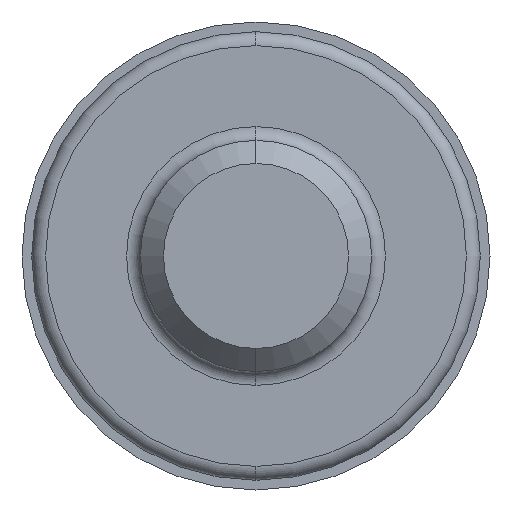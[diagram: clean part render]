
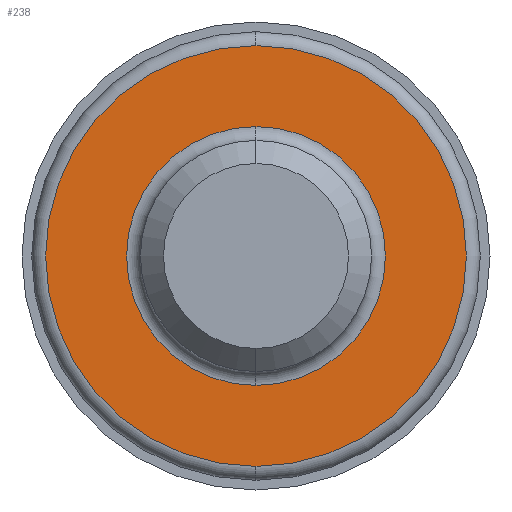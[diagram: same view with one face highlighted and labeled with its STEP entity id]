
A CAD part, left-side view. The second image highlights one B-rep face of the part: STEP entity #238.
In plain terms, the highlighted planar face has unit normal (-1, 0, 0).
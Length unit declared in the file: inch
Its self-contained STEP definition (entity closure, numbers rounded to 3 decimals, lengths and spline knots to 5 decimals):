
#13 = DIRECTION ( 'NONE',  ( 1., 0., 0. ) ) ;
#69 = DIRECTION ( 'NONE',  ( 0., 0., -1. ) ) ;
#108 = DIRECTION ( 'NONE',  ( 0., 0., 1. ) ) ;
#118 = AXIS2_PLACEMENT_3D ( 'NONE', #211, #547, #108 ) ;
#142 = CIRCLE ( 'NONE', #436, 0.2799 ) ;
#146 = EDGE_LOOP ( 'NONE', ( #279, #404 ) ) ;
#175 = DIRECTION ( 'NONE',  ( -1., 0., 0. ) ) ;
#180 = FACE_OUTER_BOUND ( 'NONE', #146, .T. ) ;
#184 = VERTEX_POINT ( 'NONE', #389 ) ;
#185 = DIRECTION ( 'NONE',  ( -1., 0., 0. ) ) ;
#211 = CARTESIAN_POINT ( 'NONE',  ( 2., 0., 0. ) ) ;
#238 = ADVANCED_FACE ( 'NONE', ( #507, #180 ), #290, .F. ) ;
#254 = ORIENTED_EDGE ( 'NONE', *, *, #383, .F. ) ;
#258 = ORIENTED_EDGE ( 'NONE', *, *, #365, .F. ) ;
#279 = ORIENTED_EDGE ( 'NONE', *, *, #599, .T. ) ;
#283 = VERTEX_POINT ( 'NONE', #459 ) ;
#284 = CARTESIAN_POINT ( 'NONE',  ( 2., 0., -0.2799 ) ) ;
#290 = PLANE ( 'NONE',  #683 ) ;
#306 = DIRECTION ( 'NONE',  ( -1., 0., 0. ) ) ;
#323 = AXIS2_PLACEMENT_3D ( 'NONE', #571, #185, #676 ) ;
#365 = EDGE_CURVE ( 'NONE', #661, #464, #627, .T. ) ;
#383 = EDGE_CURVE ( 'NONE', #464, #661, #142, .T. ) ;
#389 = CARTESIAN_POINT ( 'NONE',  ( 2., 0., -0.455 ) ) ;
#404 = ORIENTED_EDGE ( 'NONE', *, *, #515, .T. ) ;
#419 = DIRECTION ( 'NONE',  ( 0., 0., 1. ) ) ;
#436 = AXIS2_PLACEMENT_3D ( 'NONE', #574, #306, #419 ) ;
#459 = CARTESIAN_POINT ( 'NONE',  ( 2., 0., 0.455 ) ) ;
#464 = VERTEX_POINT ( 'NONE', #692 ) ;
#494 = CIRCLE ( 'NONE', #653, 0.455 ) ;
#498 = CARTESIAN_POINT ( 'NONE',  ( 2., 0.455, 0. ) ) ;
#500 = DIRECTION ( 'NONE',  ( 0., 0., 1. ) ) ;
#502 = EDGE_LOOP ( 'NONE', ( #254, #258 ) ) ;
#507 = FACE_BOUND ( 'NONE', #502, .T. ) ;
#515 = EDGE_CURVE ( 'NONE', #184, #283, #655, .T. ) ;
#547 = DIRECTION ( 'NONE',  ( -1., 0., 0. ) ) ;
#571 = CARTESIAN_POINT ( 'NONE',  ( 2., 0., 0. ) ) ;
#574 = CARTESIAN_POINT ( 'NONE',  ( 2., 0., 0. ) ) ;
#599 = EDGE_CURVE ( 'NONE', #283, #184, #494, .T. ) ;
#627 = CIRCLE ( 'NONE', #323, 0.2799 ) ;
#646 = CARTESIAN_POINT ( 'NONE',  ( 2., 0., 0. ) ) ;
#653 = AXIS2_PLACEMENT_3D ( 'NONE', #646, #175, #500 ) ;
#655 = CIRCLE ( 'NONE', #118, 0.455 ) ;
#661 = VERTEX_POINT ( 'NONE', #284 ) ;
#676 = DIRECTION ( 'NONE',  ( 0., 0., 1. ) ) ;
#683 = AXIS2_PLACEMENT_3D ( 'NONE', #498, #13, #69 ) ;
#692 = CARTESIAN_POINT ( 'NONE',  ( 2., 0., 0.2799 ) ) ;
